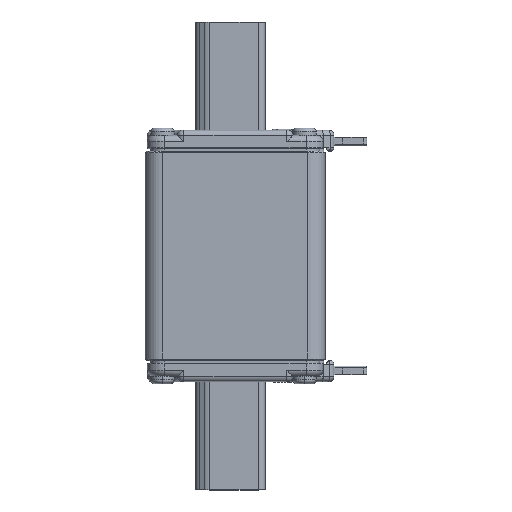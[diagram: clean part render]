
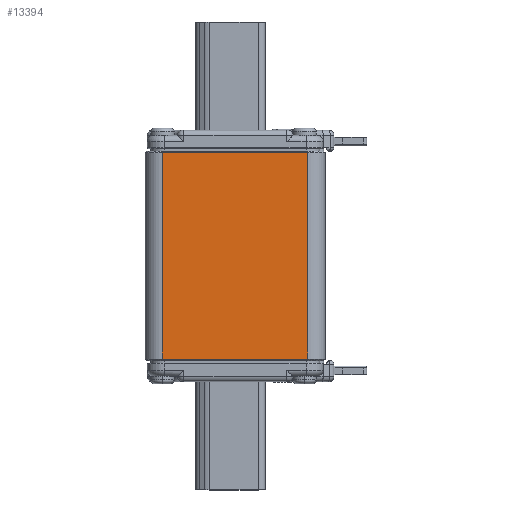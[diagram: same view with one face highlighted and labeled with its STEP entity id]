
A CAD part, top view. The second image highlights one B-rep face of the part: STEP entity #13394.
In plain terms, the highlighted planar face has unit normal (0, 0, 1).
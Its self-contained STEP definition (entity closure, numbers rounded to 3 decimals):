
#1050 = DIRECTION ( 'NONE',  ( -1., 0., 0. ) ) ;
#1120 = EDGE_CURVE ( 'NONE', #20192, #1317, #3767, .T. ) ;
#1317 = VERTEX_POINT ( 'NONE', #5997 ) ;
#1588 = VERTEX_POINT ( 'NONE', #8524 ) ;
#1647 = LINE ( 'NONE', #1782, #18826 ) ;
#1782 = CARTESIAN_POINT ( 'NONE',  ( -26., -29.75, 19.5 ) ) ;
#2138 = EDGE_CURVE ( 'NONE', #1588, #15345, #20925, .T. ) ;
#2170 = EDGE_CURVE ( 'NONE', #15345, #20192, #7579, .T. ) ;
#2644 = DIRECTION ( 'NONE',  ( 0., 1., 0. ) ) ;
#3767 = LINE ( 'NONE', #5452, #16524 ) ;
#4472 = ORIENTED_EDGE ( 'NONE', *, *, #2170, .T. ) ;
#5452 = CARTESIAN_POINT ( 'NONE',  ( -21., 30.25, 19.5 ) ) ;
#5718 = CARTESIAN_POINT ( 'NONE',  ( -26., 30.25, 19.5 ) ) ;
#5746 = CARTESIAN_POINT ( 'NONE',  ( -21., 29.75, 19.5 ) ) ;
#5758 = FACE_OUTER_BOUND ( 'NONE', #16872, .T. ) ;
#5997 = CARTESIAN_POINT ( 'NONE',  ( -21., -29.75, 19.5 ) ) ;
#7065 = VECTOR ( 'NONE', #1050, 1000. ) ;
#7579 = LINE ( 'NONE', #7625, #7065 ) ;
#7625 = CARTESIAN_POINT ( 'NONE',  ( -21., 29.75, 19.5 ) ) ;
#7969 = AXIS2_PLACEMENT_3D ( 'NONE', #5718, #20777, #10726 ) ;
#8524 = CARTESIAN_POINT ( 'NONE',  ( 21., -29.75, 19.5 ) ) ;
#10726 = DIRECTION ( 'NONE',  ( -1., 0., 0. ) ) ;
#10822 = CARTESIAN_POINT ( 'NONE',  ( 21., 30.25, 19.5 ) ) ;
#11986 = DIRECTION ( 'NONE',  ( 0., -1., 0. ) ) ;
#12121 = CARTESIAN_POINT ( 'NONE',  ( 21., 29.75, 19.5 ) ) ;
#13129 = EDGE_CURVE ( 'NONE', #1317, #1588, #1647, .T. ) ;
#13394 = ADVANCED_FACE ( 'NONE', ( #5758 ), #14050, .F. ) ;
#14050 = PLANE ( 'NONE',  #7969 ) ;
#14683 = ORIENTED_EDGE ( 'NONE', *, *, #2138, .T. ) ;
#15072 = ORIENTED_EDGE ( 'NONE', *, *, #1120, .T. ) ;
#15345 = VERTEX_POINT ( 'NONE', #12121 ) ;
#16482 = VECTOR ( 'NONE', #2644, 1000. ) ;
#16524 = VECTOR ( 'NONE', #11986, 1000. ) ;
#16872 = EDGE_LOOP ( 'NONE', ( #15072, #21316, #14683, #4472 ) ) ;
#18430 = DIRECTION ( 'NONE',  ( 1., 0., 0. ) ) ;
#18826 = VECTOR ( 'NONE', #18430, 1000. ) ;
#20192 = VERTEX_POINT ( 'NONE', #5746 ) ;
#20777 = DIRECTION ( 'NONE',  ( 0., 0., -1. ) ) ;
#20925 = LINE ( 'NONE', #10822, #16482 ) ;
#21316 = ORIENTED_EDGE ( 'NONE', *, *, #13129, .T. ) ;
